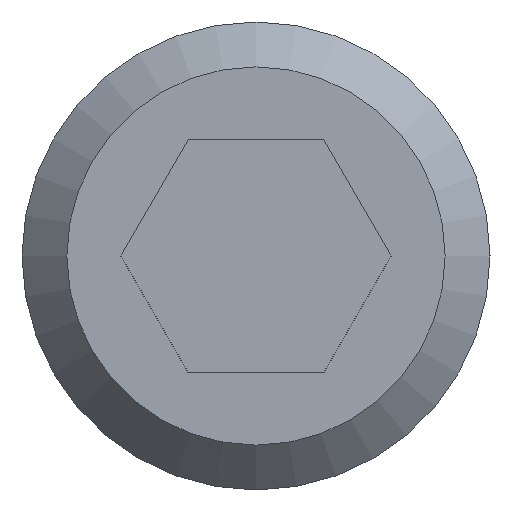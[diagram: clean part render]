
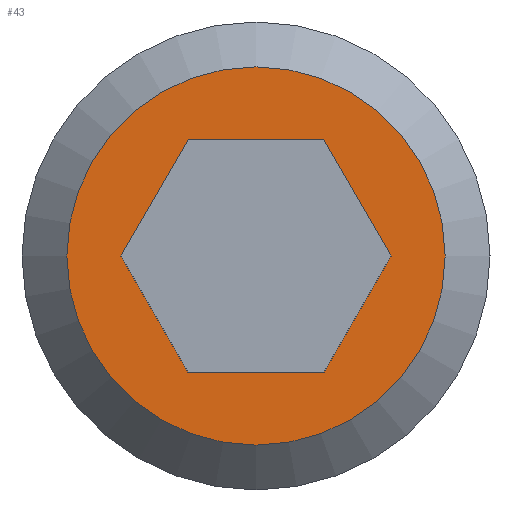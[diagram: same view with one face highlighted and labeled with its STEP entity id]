
A CAD part, left-side view. The second image highlights one B-rep face of the part: STEP entity #43.
In plain terms, the highlighted planar face has unit normal (-1, 0, 0).
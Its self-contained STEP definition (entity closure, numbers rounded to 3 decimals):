
#43 = ADVANCED_FACE( '', ( #91, #92 ), #93, .F. );
#91 = FACE_OUTER_BOUND( '', #143, .T. );
#92 = FACE_BOUND( '', #144, .T. );
#93 = PLANE( '', #145 );
#143 = EDGE_LOOP( '', ( #200 ) );
#144 = EDGE_LOOP( '', ( #201, #202, #203, #204, #205, #206 ) );
#145 = AXIS2_PLACEMENT_3D( '', #207, #208, #209 );
#200 = ORIENTED_EDGE( '', *, *, #281, .F. );
#201 = ORIENTED_EDGE( '', *, *, #290, .T. );
#202 = ORIENTED_EDGE( '', *, *, #291, .T. );
#203 = ORIENTED_EDGE( '', *, *, #292, .T. );
#204 = ORIENTED_EDGE( '', *, *, #293, .T. );
#205 = ORIENTED_EDGE( '', *, *, #294, .T. );
#206 = ORIENTED_EDGE( '', *, *, #295, .T. );
#207 = CARTESIAN_POINT( '', ( 0., 0., 0. ) );
#208 = DIRECTION( '', ( 1., 0., 0. ) );
#209 = DIRECTION( '', ( 0., 0., -1. ) );
#281 = EDGE_CURVE( '', #321, #321, #322, .T. );
#290 = EDGE_CURVE( '', #337, #338, #339, .T. );
#291 = EDGE_CURVE( '', #338, #340, #341, .T. );
#292 = EDGE_CURVE( '', #340, #342, #343, .T. );
#293 = EDGE_CURVE( '', #342, #344, #345, .T. );
#294 = EDGE_CURVE( '', #344, #346, #347, .T. );
#295 = EDGE_CURVE( '', #346, #337, #348, .T. );
#321 = VERTEX_POINT( '', #374 );
#322 = CIRCLE( '', #375, 3.233 );
#337 = VERTEX_POINT( '', #396 );
#338 = VERTEX_POINT( '', #397 );
#339 = LINE( '', #398, #399 );
#340 = VERTEX_POINT( '', #400 );
#341 = LINE( '', #401, #402 );
#342 = VERTEX_POINT( '', #403 );
#343 = LINE( '', #404, #405 );
#344 = VERTEX_POINT( '', #406 );
#345 = LINE( '', #407, #408 );
#346 = VERTEX_POINT( '', #409 );
#347 = LINE( '', #410, #411 );
#348 = LINE( '', #412, #413 );
#374 = CARTESIAN_POINT( '', ( 0., 0., -3.233 ) );
#375 = AXIS2_PLACEMENT_3D( '', #446, #447, #448 );
#396 = CARTESIAN_POINT( '', ( 0., 1.155, 2. ) );
#397 = CARTESIAN_POINT( '', ( 0., -1.155, 2. ) );
#398 = CARTESIAN_POINT( '', ( 0., 1.155, 2. ) );
#399 = VECTOR( '', #455, 1000. );
#400 = CARTESIAN_POINT( '', ( 0., -2.309, 0. ) );
#401 = CARTESIAN_POINT( '', ( 0., -1.155, 2. ) );
#402 = VECTOR( '', #456, 1000. );
#403 = CARTESIAN_POINT( '', ( 0., -1.155, -2. ) );
#404 = CARTESIAN_POINT( '', ( 0., -2.309, 0. ) );
#405 = VECTOR( '', #457, 1000. );
#406 = CARTESIAN_POINT( '', ( 0., 1.155, -2. ) );
#407 = CARTESIAN_POINT( '', ( 0., -1.155, -2. ) );
#408 = VECTOR( '', #458, 1000. );
#409 = CARTESIAN_POINT( '', ( 0., 2.309, 0. ) );
#410 = CARTESIAN_POINT( '', ( 0., 1.155, -2. ) );
#411 = VECTOR( '', #459, 1000. );
#412 = CARTESIAN_POINT( '', ( 0., 2.309, 0. ) );
#413 = VECTOR( '', #460, 1000. );
#446 = CARTESIAN_POINT( '', ( 0., 0., 0. ) );
#447 = DIRECTION( '', ( 1., 0., 0. ) );
#448 = DIRECTION( '', ( 0., 0., -1. ) );
#455 = DIRECTION( '', ( 0., -1., 0. ) );
#456 = DIRECTION( '', ( 0., -0.5, -0.866 ) );
#457 = DIRECTION( '', ( 0., 0.5, -0.866 ) );
#458 = DIRECTION( '', ( 0., 1., 0. ) );
#459 = DIRECTION( '', ( 0., 0.5, 0.866 ) );
#460 = DIRECTION( '', ( 0., -0.5, 0.866 ) );
